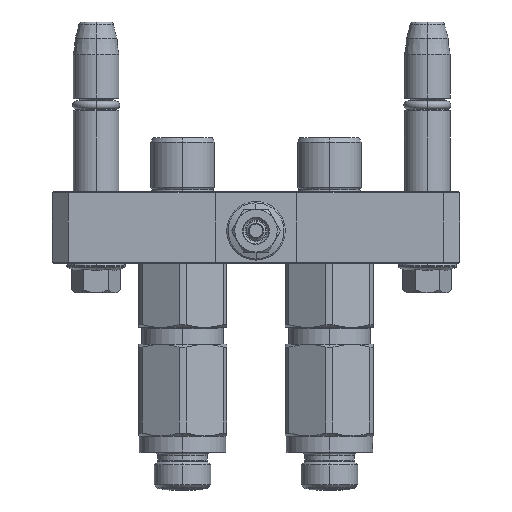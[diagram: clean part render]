
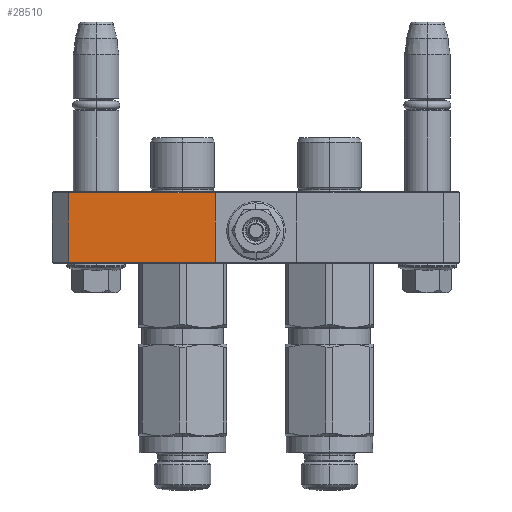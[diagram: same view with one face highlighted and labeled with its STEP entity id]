
A CAD part, front view. The second image highlights one B-rep face of the part: STEP entity #28510.
In plain terms, the highlighted face is planar.
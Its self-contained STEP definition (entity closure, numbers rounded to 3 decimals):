
#1136 = ORIENTED_EDGE ( 'NONE', *, *, #13253, .F. ) ;
#3238 = ORIENTED_EDGE ( 'NONE', *, *, #20130, .T. ) ;
#3283 = DIRECTION ( 'NONE',  ( 1., 0., 0. ) ) ;
#3644 = VERTEX_POINT ( 'NONE', #24719 ) ;
#4173 = VERTEX_POINT ( 'NONE', #19668 ) ;
#5096 = EDGE_CURVE ( 'NONE', #3644, #4173, #21145, .T. ) ;
#6162 = FACE_OUTER_BOUND ( 'NONE', #6669, .T. ) ;
#6669 = EDGE_LOOP ( 'NONE', ( #3238, #1136, #16083, #21841 ) ) ;
#7619 = CARTESIAN_POINT ( 'NONE',  ( 50., 21.7, -37.5 ) ) ;
#7891 = PLANE ( 'NONE',  #21641 ) ;
#7989 = CARTESIAN_POINT ( 'NONE',  ( -5., 22., -37.5 ) ) ;
#8086 = VECTOR ( 'NONE', #22585, 1000. ) ;
#8604 = CARTESIAN_POINT ( 'NONE',  ( 5., 0.3, -37.5 ) ) ;
#9536 = VECTOR ( 'NONE', #23867, 1000. ) ;
#10137 = LINE ( 'NONE', #17339, #23192 ) ;
#10242 = DIRECTION ( 'NONE',  ( 0., 0., 1. ) ) ;
#10384 = VERTEX_POINT ( 'NONE', #27627 ) ;
#13186 = LINE ( 'NONE', #8604, #8086 ) ;
#13253 = EDGE_CURVE ( 'NONE', #20212, #10384, #13186, .T. ) ;
#16083 = ORIENTED_EDGE ( 'NONE', *, *, #29124, .F. ) ;
#17339 = CARTESIAN_POINT ( 'NONE',  ( 5., 21.7, -37.5 ) ) ;
#18715 = LINE ( 'NONE', #22251, #23014 ) ;
#19668 = CARTESIAN_POINT ( 'NONE',  ( 5., 21.7, -37.5 ) ) ;
#20130 = EDGE_CURVE ( 'NONE', #3644, #10384, #18715, .T. ) ;
#20212 = VERTEX_POINT ( 'NONE', #27108 ) ;
#21145 = LINE ( 'NONE', #7619, #9536 ) ;
#21641 = AXIS2_PLACEMENT_3D ( 'NONE', #7989, #10242, #3283 ) ;
#21841 = ORIENTED_EDGE ( 'NONE', *, *, #5096, .F. ) ;
#22251 = CARTESIAN_POINT ( 'NONE',  ( 50., 21.7, -37.5 ) ) ;
#22585 = DIRECTION ( 'NONE',  ( 1., 0., 0. ) ) ;
#23014 = VECTOR ( 'NONE', #24482, 1000. ) ;
#23192 = VECTOR ( 'NONE', #29269, 1000. ) ;
#23867 = DIRECTION ( 'NONE',  ( -1., 0., 0. ) ) ;
#24482 = DIRECTION ( 'NONE',  ( 0., -1., 0. ) ) ;
#24719 = CARTESIAN_POINT ( 'NONE',  ( 50., 21.7, -37.5 ) ) ;
#27108 = CARTESIAN_POINT ( 'NONE',  ( 5., 0.3, -37.5 ) ) ;
#27627 = CARTESIAN_POINT ( 'NONE',  ( 50., 0.3, -37.5 ) ) ;
#28510 = ADVANCED_FACE ( 'NONE', ( #6162 ), #7891, .F. ) ;
#29124 = EDGE_CURVE ( 'NONE', #4173, #20212, #10137, .T. ) ;
#29269 = DIRECTION ( 'NONE',  ( 0., -1., 0. ) ) ;
